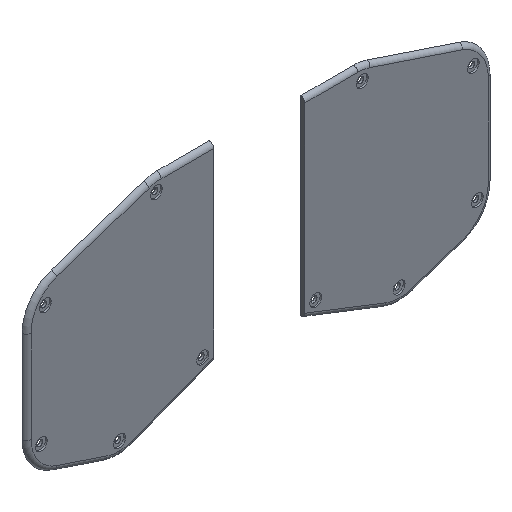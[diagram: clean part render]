
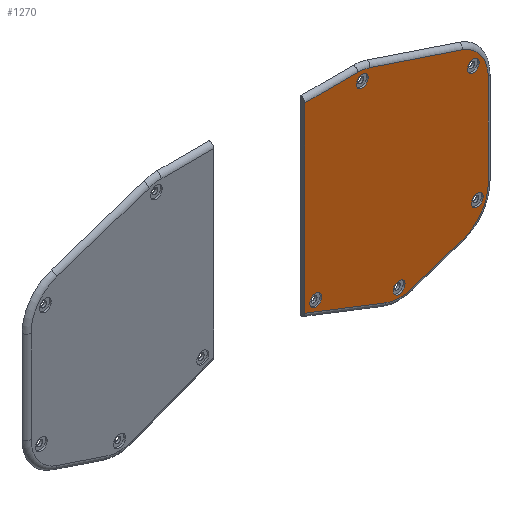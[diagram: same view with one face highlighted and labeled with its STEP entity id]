
A CAD part, isometric view. The second image highlights one B-rep face of the part: STEP entity #1270.
In plain terms, the highlighted planar face has unit normal (0, -1, 0).
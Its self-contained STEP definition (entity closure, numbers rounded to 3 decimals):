
#316=CARTESIAN_POINT('',(81.46,-4.431,-65.288));
#317=VERTEX_POINT('',#316);
#325=CARTESIAN_POINT('',(33.963,-4.431,-46.817));
#326=VERTEX_POINT('',#325);
#327=CARTESIAN_POINT('',(81.46,-4.431,-65.288));
#328=DIRECTION('',(-0.932,-0.,0.362));
#329=VECTOR('',#328,50.962);
#330=LINE('',#327,#329);
#331=EDGE_CURVE('',#317,#326,#330,.T.);
#349=CARTESIAN_POINT('',(96.732,-4.431,-65.663));
#350=VERTEX_POINT('',#349);
#358=CARTESIAN_POINT('',(89.616,-4.431,-44.316));
#359=DIRECTION('',(-0.,1.,-0.));
#360=DIRECTION('',(0.,0.,-1.));
#361=AXIS2_PLACEMENT_3D('',#358,#359,#360);
#362=CIRCLE('',#361,22.502);
#363=EDGE_CURVE('',#350,#317,#362,.T.);
#383=CARTESIAN_POINT('',(126.079,-4.431,-55.881));
#384=VERTEX_POINT('',#383);
#392=CARTESIAN_POINT('',(126.079,-4.431,-55.881));
#393=DIRECTION('',(-0.949,-0.,-0.316));
#394=VECTOR('',#393,30.934);
#395=LINE('',#392,#394);
#396=EDGE_CURVE('',#384,#350,#395,.T.);
#415=CARTESIAN_POINT('',(141.465,-4.431,-34.533));
#416=VERTEX_POINT('',#415);
#424=CARTESIAN_POINT('',(118.963,-4.431,-34.533));
#425=DIRECTION('',(-0.,1.,-0.));
#426=DIRECTION('',(0.,0.,-1.));
#427=AXIS2_PLACEMENT_3D('',#424,#425,#426);
#428=CIRCLE('',#427,22.502);
#429=EDGE_CURVE('',#416,#384,#428,.T.);
#449=CARTESIAN_POINT('',(141.465,-4.431,19.429));
#450=VERTEX_POINT('',#449);
#458=CARTESIAN_POINT('',(141.465,-4.431,19.429));
#459=DIRECTION('',(0.,0.,-1.));
#460=VECTOR('',#459,53.962);
#461=LINE('',#458,#460);
#462=EDGE_CURVE('',#450,#416,#461,.T.);
#481=CARTESIAN_POINT('',(126.079,-4.431,40.776));
#482=VERTEX_POINT('',#481);
#490=CARTESIAN_POINT('',(118.963,-4.431,19.429));
#491=DIRECTION('',(-0.,1.,-0.));
#492=DIRECTION('',(0.,0.,-1.));
#493=AXIS2_PLACEMENT_3D('',#490,#491,#492);
#494=CIRCLE('',#493,22.502);
#495=EDGE_CURVE('',#482,#450,#494,.T.);
#515=CARTESIAN_POINT('',(72.022,-4.431,58.795));
#516=VERTEX_POINT('',#515);
#524=CARTESIAN_POINT('',(72.022,-4.431,58.795));
#525=DIRECTION('',(0.949,0.,-0.316));
#526=VECTOR('',#525,56.981);
#527=LINE('',#524,#526);
#528=EDGE_CURVE('',#516,#482,#527,.T.);
#547=CARTESIAN_POINT('',(64.906,-4.431,59.95));
#548=VERTEX_POINT('',#547);
#556=CARTESIAN_POINT('',(64.906,-4.431,37.448));
#557=DIRECTION('',(-0.,1.,-0.));
#558=DIRECTION('',(0.,0.,-1.));
#559=AXIS2_PLACEMENT_3D('',#556,#557,#558);
#560=CIRCLE('',#559,22.502);
#561=EDGE_CURVE('',#548,#516,#560,.T.);
#581=CARTESIAN_POINT('',(33.963,-4.431,59.95));
#582=VERTEX_POINT('',#581);
#590=CARTESIAN_POINT('',(33.963,-4.431,59.95));
#591=DIRECTION('',(1.,0.,0.));
#592=VECTOR('',#591,30.943);
#593=LINE('',#590,#592);
#594=EDGE_CURVE('',#582,#548,#593,.T.);
#627=CARTESIAN_POINT('',(33.963,-4.431,-46.817));
#628=DIRECTION('',(0.,0.,1.));
#629=VECTOR('',#628,106.766);
#630=LINE('',#627,#629);
#631=EDGE_CURVE('',#326,#582,#630,.T.);
#1198=CARTESIAN_POINT('',(10.963,-4.431,-7.552));
#1199=DIRECTION('',(0.,-1.,0.));
#1200=DIRECTION('',(0.,0.,-1.));
#1201=AXIS2_PLACEMENT_3D('',#1198,#1199,#1200);
#1202=PLANE('',#1201);
#1203=CARTESIAN_POINT('',(67.629,-4.431,50.728));
#1204=VERTEX_POINT('',#1203);
#1205=CARTESIAN_POINT('',(67.629,-4.431,54.228));
#1206=DIRECTION('',(0.,-1.,0.));
#1207=DIRECTION('',(0.,0.,-1.));
#1208=AXIS2_PLACEMENT_3D('',#1205,#1206,#1207);
#1209=CIRCLE('',#1208,3.5);
#1210=EDGE_CURVE('',#1204,#1204,#1209,.T.);
#1211=ORIENTED_EDGE('',*,*,#1210,.F.);
#1212=EDGE_LOOP('',(#1211));
#1213=FACE_BOUND('',#1212,.T.);
#1214=CARTESIAN_POINT('',(132.754,-4.431,25.869));
#1215=VERTEX_POINT('',#1214);
#1216=CARTESIAN_POINT('',(132.754,-4.431,29.369));
#1217=DIRECTION('',(0.,-1.,0.));
#1218=DIRECTION('',(0.,0.,-1.));
#1219=AXIS2_PLACEMENT_3D('',#1216,#1217,#1218);
#1220=CIRCLE('',#1219,3.5);
#1221=EDGE_CURVE('',#1215,#1215,#1220,.T.);
#1222=ORIENTED_EDGE('',*,*,#1221,.F.);
#1223=EDGE_LOOP('',(#1222));
#1224=FACE_BOUND('',#1223,.T.);
#1225=CARTESIAN_POINT('',(135.092,-4.431,-43.405));
#1226=VERTEX_POINT('',#1225);
#1227=CARTESIAN_POINT('',(135.092,-4.431,-39.905));
#1228=DIRECTION('',(0.,-1.,0.));
#1229=DIRECTION('',(0.,0.,-1.));
#1230=AXIS2_PLACEMENT_3D('',#1227,#1228,#1229);
#1231=CIRCLE('',#1230,3.5);
#1232=EDGE_CURVE('',#1226,#1226,#1231,.T.);
#1233=ORIENTED_EDGE('',*,*,#1232,.F.);
#1234=EDGE_LOOP('',(#1233));
#1235=FACE_BOUND('',#1234,.T.);
#1236=CARTESIAN_POINT('',(89.199,-4.431,-64.809));
#1237=VERTEX_POINT('',#1236);
#1238=CARTESIAN_POINT('',(89.199,-4.431,-61.309));
#1239=DIRECTION('',(0.,-1.,0.));
#1240=DIRECTION('',(0.,0.,-1.));
#1241=AXIS2_PLACEMENT_3D('',#1238,#1239,#1240);
#1242=CIRCLE('',#1241,3.5);
#1243=EDGE_CURVE('',#1237,#1237,#1242,.T.);
#1244=ORIENTED_EDGE('',*,*,#1243,.F.);
#1245=EDGE_LOOP('',(#1244));
#1246=FACE_BOUND('',#1245,.T.);
#1247=CARTESIAN_POINT('',(40.359,-4.431,-46.907));
#1248=VERTEX_POINT('',#1247);
#1249=CARTESIAN_POINT('',(40.359,-4.431,-43.407));
#1250=DIRECTION('',(0.,-1.,0.));
#1251=DIRECTION('',(0.,0.,-1.));
#1252=AXIS2_PLACEMENT_3D('',#1249,#1250,#1251);
#1253=CIRCLE('',#1252,3.5);
#1254=EDGE_CURVE('',#1248,#1248,#1253,.T.);
#1255=ORIENTED_EDGE('',*,*,#1254,.F.);
#1256=EDGE_LOOP('',(#1255));
#1257=FACE_BOUND('',#1256,.T.);
#1258=ORIENTED_EDGE('',*,*,#594,.F.);
#1259=ORIENTED_EDGE('',*,*,#631,.F.);
#1260=ORIENTED_EDGE('',*,*,#331,.F.);
#1261=ORIENTED_EDGE('',*,*,#363,.F.);
#1262=ORIENTED_EDGE('',*,*,#396,.F.);
#1263=ORIENTED_EDGE('',*,*,#429,.F.);
#1264=ORIENTED_EDGE('',*,*,#462,.F.);
#1265=ORIENTED_EDGE('',*,*,#495,.F.);
#1266=ORIENTED_EDGE('',*,*,#528,.F.);
#1267=ORIENTED_EDGE('',*,*,#561,.F.);
#1268=EDGE_LOOP('',(#1258,#1259,#1260,#1261,#1262,#1263,#1264,#1265,#1266,#1267));
#1269=FACE_BOUND('',#1268,.T.);
#1270=ADVANCED_FACE('',(#1213,#1224,#1235,#1246,#1257,#1269),#1202,.T.);
